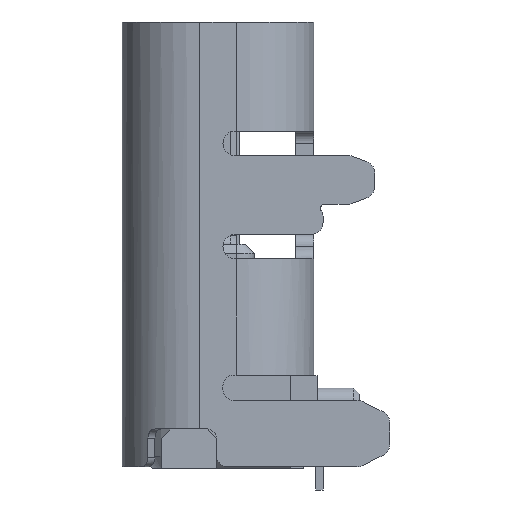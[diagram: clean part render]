
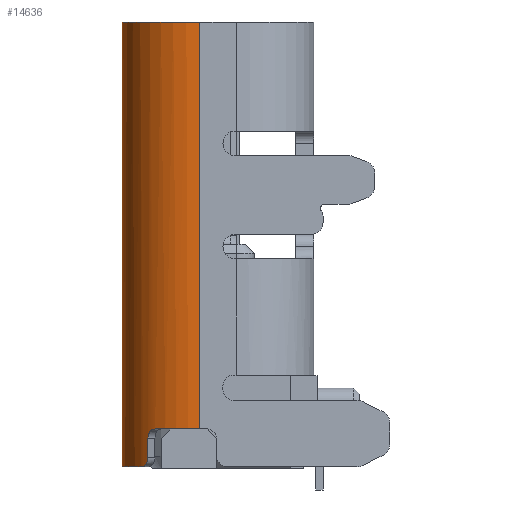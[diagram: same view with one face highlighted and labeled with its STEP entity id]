
A CAD part, left-side view. The second image highlights one B-rep face of the part: STEP entity #14636.
In plain terms, the highlighted cylindrical face has radius 1.28 mm (diameter 2.56 mm), a partial arc.
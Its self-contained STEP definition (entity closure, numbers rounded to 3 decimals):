
#194 = CIRCLE ( 'NONE', #16057, 1.28 ) ;
#564 = CARTESIAN_POINT ( 'NONE',  ( -4.197, 2.821, -2.865 ) ) ;
#728 = AXIS2_PLACEMENT_3D ( 'NONE', #19690, #17209, #28551 ) ;
#830 = CARTESIAN_POINT ( 'NONE',  ( -4.045, 2.983, -3.475 ) ) ;
#1032 = CARTESIAN_POINT ( 'NONE',  ( -3.19, 2.03, -2.85 ) ) ;
#1413 = DIRECTION ( 'NONE',  ( -1., 0., 0. ) ) ;
#1954 = CYLINDRICAL_SURFACE ( 'NONE', #27708, 1.28 ) ;
#2057 = VECTOR ( 'NONE', #17202, 1000. ) ;
#2065 = CARTESIAN_POINT ( 'NONE',  ( -3.19, 3.31, -3.475 ) ) ;
#2100 = LINE ( 'NONE', #28972, #21216 ) ;
#2107 = DIRECTION ( 'NONE',  ( 1., 0., 0. ) ) ;
#2420 = ORIENTED_EDGE ( 'NONE', *, *, #6765, .T. ) ;
#2876 = CARTESIAN_POINT ( 'NONE',  ( -4.143, 2.885, -3.334 ) ) ;
#3060 = CIRCLE ( 'NONE', #728, 1.28 ) ;
#3720 = EDGE_CURVE ( 'NONE', #15387, #21032, #15357, .T. ) ;
#3916 = DIRECTION ( 'NONE',  ( 0., 0., -1. ) ) ;
#4111 = VERTEX_POINT ( 'NONE', #8886 ) ;
#4950 = CARTESIAN_POINT ( 'NONE',  ( -4.114, 2.915, -3.429 ) ) ;
#5096 = CARTESIAN_POINT ( 'NONE',  ( -4.134, 2.894, -3.386 ) ) ;
#5113 = EDGE_CURVE ( 'NONE', #18274, #18692, #194, .T. ) ;
#5396 = CARTESIAN_POINT ( 'NONE',  ( -4.237, 2.766, -2.85 ) ) ;
#5541 = CARTESIAN_POINT ( 'NONE',  ( -4.223, 2.785, -2.851 ) ) ;
#6765 = EDGE_CURVE ( 'NONE', #18274, #19394, #10650, .T. ) ;
#6883 = CARTESIAN_POINT ( 'NONE',  ( -4.152, 2.875, -2.936 ) ) ;
#7032 = CARTESIAN_POINT ( 'NONE',  ( -4.171, 2.853, -2.895 ) ) ;
#7572 = CARTESIAN_POINT ( 'NONE',  ( -4.142, 2.886, -3.344 ) ) ;
#8293 = LINE ( 'NONE', #8567, #2057 ) ;
#8567 = CARTESIAN_POINT ( 'NONE',  ( -4.143, 2.885, -2.85 ) ) ;
#8856 = DIRECTION ( 'NONE',  ( 0., 0., 1. ) ) ;
#8874 = EDGE_CURVE ( 'NONE', #25261, #21032, #28860, .T. ) ;
#8886 = CARTESIAN_POINT ( 'NONE',  ( -3.19, 3.31, 3.855 ) ) ;
#9064 = CARTESIAN_POINT ( 'NONE',  ( -4.143, 2.885, -3. ) ) ;
#9303 = CARTESIAN_POINT ( 'NONE',  ( -3.19, 3.31, -3.125 ) ) ;
#9499 = CARTESIAN_POINT ( 'NONE',  ( -4.188, 2.832, -2.874 ) ) ;
#9556 = ORIENTED_EDGE ( 'NONE', *, *, #11980, .F. ) ;
#9776 = CARTESIAN_POINT ( 'NONE',  ( -4.095, 2.935, -3.451 ) ) ;
#9981 = DIRECTION ( 'NONE',  ( 0., 0., -1. ) ) ;
#10075 = CARTESIAN_POINT ( 'NONE',  ( -4.23, 2.776, -2.85 ) ) ;
#10204 = CARTESIAN_POINT ( 'NONE',  ( -4.237, 2.766, -2.85 ) ) ;
#10650 = B_SPLINE_CURVE_WITH_KNOTS ( 'NONE', 3,
 ( #20899, #830, #20475, #16032, #18403, #9776, #18690, #4950, #27655, #25167, #5096, #13990, #22956, #7572, #2876, #18271 ),
 .UNSPECIFIED., .F., .F.,
 ( 4, 3, 3, 3, 3, 4 ),
 ( 0., 0., 0., 0., 0., 0. ),
 .UNSPECIFIED. ) ;
#11405 = CARTESIAN_POINT ( 'NONE',  ( -4.47, 2.03, 3.855 ) ) ;
#11556 = CARTESIAN_POINT ( 'NONE',  ( -4.143, 2.885, -2.983 ) ) ;
#11980 = EDGE_CURVE ( 'NONE', #4111, #14078, #3060, .T. ) ;
#12193 = EDGE_LOOP ( 'NONE', ( #16580, #9556, #20023, #27285, #2420, #13856, #20235, #19793 ) ) ;
#13856 = ORIENTED_EDGE ( 'NONE', *, *, #24317, .F. ) ;
#13990 = CARTESIAN_POINT ( 'NONE',  ( -4.139, 2.889, -3.37 ) ) ;
#14078 = VERTEX_POINT ( 'NONE', #11405 ) ;
#14533 = CARTESIAN_POINT ( 'NONE',  ( -4.143, 2.885, -3.325 ) ) ;
#14636 = ADVANCED_FACE ( 'NONE', ( #19682 ), #1954, .T. ) ;
#14680 = VECTOR ( 'NONE', #15539, 1000. ) ;
#15357 = B_SPLINE_CURVE_WITH_KNOTS ( 'NONE', 3,
 ( #9064, #11556, #17996, #26962, #6883, #15777, #24749, #7032, #15914, #9499, #564, #25618, #18432, #5541, #10075, #5396 ),
 .UNSPECIFIED., .F., .F.,
 ( 4, 3, 3, 3, 3, 4 ),
 ( 0., 0., 0., 0., 0., 0. ),
 .UNSPECIFIED. ) ;
#15387 = VERTEX_POINT ( 'NONE', #26507 ) ;
#15539 = DIRECTION ( 'NONE',  ( 0., 0., 1. ) ) ;
#15777 = CARTESIAN_POINT ( 'NONE',  ( -4.157, 2.868, -2.921 ) ) ;
#15914 = CARTESIAN_POINT ( 'NONE',  ( -4.179, 2.843, -2.883 ) ) ;
#16032 = CARTESIAN_POINT ( 'NONE',  ( -4.071, 2.959, -3.466 ) ) ;
#16057 = AXIS2_PLACEMENT_3D ( 'NONE', #17235, #3916, #1413 ) ;
#16580 = ORIENTED_EDGE ( 'NONE', *, *, #22773, .T. ) ;
#17202 = DIRECTION ( 'NONE',  ( 0., 0., -1. ) ) ;
#17209 = DIRECTION ( 'NONE',  ( 0., 0., 1. ) ) ;
#17235 = CARTESIAN_POINT ( 'NONE',  ( -3.19, 2.03, -3.475 ) ) ;
#17773 = LINE ( 'NONE', #9303, #14680 ) ;
#17996 = CARTESIAN_POINT ( 'NONE',  ( -4.144, 2.883, -2.967 ) ) ;
#18271 = CARTESIAN_POINT ( 'NONE',  ( -4.143, 2.885, -3.325 ) ) ;
#18274 = VERTEX_POINT ( 'NONE', #20884 ) ;
#18403 = CARTESIAN_POINT ( 'NONE',  ( -4.083, 2.947, -3.46 ) ) ;
#18432 = CARTESIAN_POINT ( 'NONE',  ( -4.217, 2.795, -2.854 ) ) ;
#18556 = EDGE_CURVE ( 'NONE', #18692, #4111, #17773, .T. ) ;
#18690 = CARTESIAN_POINT ( 'NONE',  ( -4.105, 2.925, -3.44 ) ) ;
#18692 = VERTEX_POINT ( 'NONE', #2065 ) ;
#19394 = VERTEX_POINT ( 'NONE', #14533 ) ;
#19682 = FACE_OUTER_BOUND ( 'NONE', #12193, .T. ) ;
#19690 = CARTESIAN_POINT ( 'NONE',  ( -3.19, 2.03, 3.855 ) ) ;
#19793 = ORIENTED_EDGE ( 'NONE', *, *, #8874, .F. ) ;
#20023 = ORIENTED_EDGE ( 'NONE', *, *, #18556, .F. ) ;
#20235 = ORIENTED_EDGE ( 'NONE', *, *, #3720, .T. ) ;
#20475 = CARTESIAN_POINT ( 'NONE',  ( -4.058, 2.97, -3.472 ) ) ;
#20884 = CARTESIAN_POINT ( 'NONE',  ( -4.031, 2.995, -3.475 ) ) ;
#20899 = CARTESIAN_POINT ( 'NONE',  ( -4.031, 2.995, -3.475 ) ) ;
#21032 = VERTEX_POINT ( 'NONE', #10204 ) ;
#21216 = VECTOR ( 'NONE', #8856, 1000. ) ;
#22191 = DIRECTION ( 'NONE',  ( 0., 0., 1. ) ) ;
#22773 = EDGE_CURVE ( 'NONE', #25261, #14078, #2100, .T. ) ;
#22956 = CARTESIAN_POINT ( 'NONE',  ( -4.141, 2.887, -3.353 ) ) ;
#24317 = EDGE_CURVE ( 'NONE', #15387, #19394, #8293, .T. ) ;
#24391 = CARTESIAN_POINT ( 'NONE',  ( -3.19, 2.03, -3.125 ) ) ;
#24749 = CARTESIAN_POINT ( 'NONE',  ( -4.164, 2.861, -2.908 ) ) ;
#25167 = CARTESIAN_POINT ( 'NONE',  ( -4.129, 2.9, -3.4 ) ) ;
#25242 = DIRECTION ( 'NONE',  ( -1., 0., 0. ) ) ;
#25261 = VERTEX_POINT ( 'NONE', #27656 ) ;
#25618 = CARTESIAN_POINT ( 'NONE',  ( -4.207, 2.808, -2.858 ) ) ;
#26507 = CARTESIAN_POINT ( 'NONE',  ( -4.143, 2.885, -3. ) ) ;
#26962 = CARTESIAN_POINT ( 'NONE',  ( -4.148, 2.879, -2.951 ) ) ;
#27285 = ORIENTED_EDGE ( 'NONE', *, *, #5113, .F. ) ;
#27447 = AXIS2_PLACEMENT_3D ( 'NONE', #1032, #9981, #25242 ) ;
#27655 = CARTESIAN_POINT ( 'NONE',  ( -4.122, 2.907, -3.415 ) ) ;
#27656 = CARTESIAN_POINT ( 'NONE',  ( -4.47, 2.03, -2.85 ) ) ;
#27708 = AXIS2_PLACEMENT_3D ( 'NONE', #24391, #22191, #2107 ) ;
#28551 = DIRECTION ( 'NONE',  ( -1., 0., 0. ) ) ;
#28860 = CIRCLE ( 'NONE', #27447, 1.28 ) ;
#28972 = CARTESIAN_POINT ( 'NONE',  ( -4.47, 2.03, -3.125 ) ) ;
